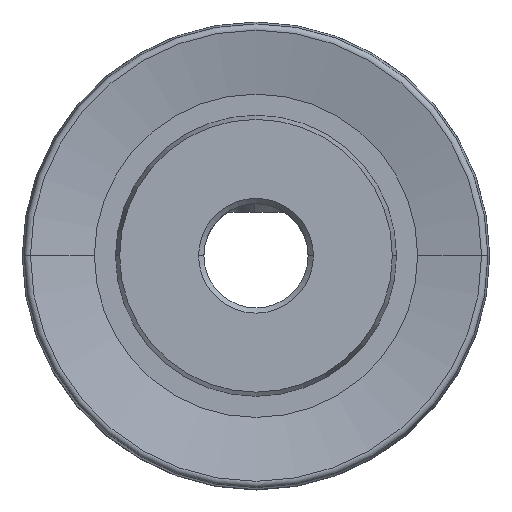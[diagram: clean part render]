
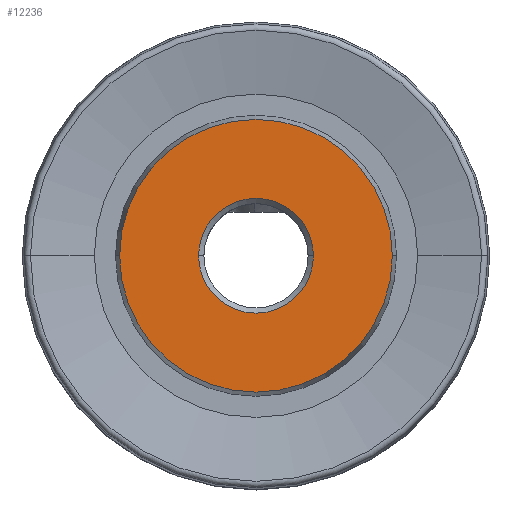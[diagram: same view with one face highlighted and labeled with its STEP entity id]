
A CAD part, top view. The second image highlights one B-rep face of the part: STEP entity #12236.
In plain terms, the highlighted planar face has unit normal (0, 0, 1).
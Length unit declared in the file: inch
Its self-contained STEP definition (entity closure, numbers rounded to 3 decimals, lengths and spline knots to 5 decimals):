
#801 = DIRECTION ( 'NONE',  ( 1., 0., 0. ) ) ;
#1067 = DIRECTION ( 'NONE',  ( 0., 0., -1. ) ) ;
#2104 = VERTEX_POINT ( 'NONE', #10040 ) ;
#2194 = CARTESIAN_POINT ( 'NONE',  ( 0., 0., 0.2855 ) ) ;
#2200 = DIRECTION ( 'NONE',  ( 0., 0., 1. ) ) ;
#2653 = ORIENTED_EDGE ( 'NONE', *, *, #12344, .T. ) ;
#2912 = DIRECTION ( 'NONE',  ( 0., 0., 1. ) ) ;
#3988 = PLANE ( 'NONE',  #8596 ) ;
#4205 = CARTESIAN_POINT ( 'NONE',  ( 0., 0., 0.2855 ) ) ;
#4469 = EDGE_CURVE ( 'NONE', #10427, #7401, #5053, .T. ) ;
#4915 = DIRECTION ( 'NONE',  ( 1., 0., 0. ) ) ;
#5053 = CIRCLE ( 'NONE', #10581, 0.10843 ) ;
#5276 = CARTESIAN_POINT ( 'NONE',  ( 0.10843, 0., 0.2855 ) ) ;
#5342 = ORIENTED_EDGE ( 'NONE', *, *, #6595, .T. ) ;
#5438 = CARTESIAN_POINT ( 'NONE',  ( 0., 0., 0.2855 ) ) ;
#5486 = DIRECTION ( 'NONE',  ( 1., 0., 0. ) ) ;
#6079 = CARTESIAN_POINT ( 'NONE',  ( 0., 0., 0.2855 ) ) ;
#6595 = EDGE_CURVE ( 'NONE', #6704, #2104, #15171, .T. ) ;
#6704 = VERTEX_POINT ( 'NONE', #9667 ) ;
#6768 = DIRECTION ( 'NONE',  ( 1., 0., 0. ) ) ;
#7401 = VERTEX_POINT ( 'NONE', #5276 ) ;
#8035 = FACE_BOUND ( 'NONE', #13920, .T. ) ;
#8558 = CARTESIAN_POINT ( 'NONE',  ( 0., 0., 0.2855 ) ) ;
#8596 = AXIS2_PLACEMENT_3D ( 'NONE', #5438, #2912, #5486 ) ;
#9021 = EDGE_CURVE ( 'NONE', #2104, #6704, #10778, .T. ) ;
#9667 = CARTESIAN_POINT ( 'NONE',  ( 0.2575, 0., 0.2855 ) ) ;
#9952 = AXIS2_PLACEMENT_3D ( 'NONE', #2194, #11114, #801 ) ;
#10040 = CARTESIAN_POINT ( 'NONE',  ( -0.2575, 0., 0.2855 ) ) ;
#10427 = VERTEX_POINT ( 'NONE', #10891 ) ;
#10581 = AXIS2_PLACEMENT_3D ( 'NONE', #6079, #1067, #4915 ) ;
#10778 = CIRCLE ( 'NONE', #15912, 0.2575 ) ;
#10891 = CARTESIAN_POINT ( 'NONE',  ( -0.10843, 0., 0.2855 ) ) ;
#11114 = DIRECTION ( 'NONE',  ( 0., 0., 1. ) ) ;
#11121 = DIRECTION ( 'NONE',  ( 1., 0., 0. ) ) ;
#11818 = FACE_OUTER_BOUND ( 'NONE', #12119, .T. ) ;
#12119 = EDGE_LOOP ( 'NONE', ( #13903, #5342 ) ) ;
#12236 = ADVANCED_FACE ( 'NONE', ( #11818, #8035 ), #3988, .T. ) ;
#12344 = EDGE_CURVE ( 'NONE', #7401, #10427, #14201, .T. ) ;
#12772 = ORIENTED_EDGE ( 'NONE', *, *, #4469, .T. ) ;
#13903 = ORIENTED_EDGE ( 'NONE', *, *, #9021, .T. ) ;
#13920 = EDGE_LOOP ( 'NONE', ( #2653, #12772 ) ) ;
#14201 = CIRCLE ( 'NONE', #14333, 0.10843 ) ;
#14333 = AXIS2_PLACEMENT_3D ( 'NONE', #4205, #14385, #6768 ) ;
#14385 = DIRECTION ( 'NONE',  ( 0., 0., -1. ) ) ;
#15171 = CIRCLE ( 'NONE', #9952, 0.2575 ) ;
#15912 = AXIS2_PLACEMENT_3D ( 'NONE', #8558, #2200, #11121 ) ;
